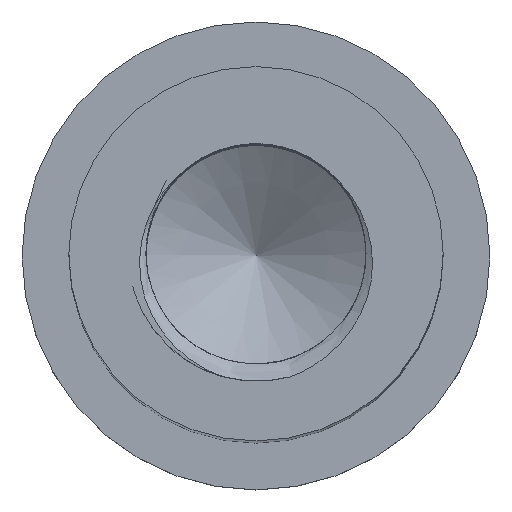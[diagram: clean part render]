
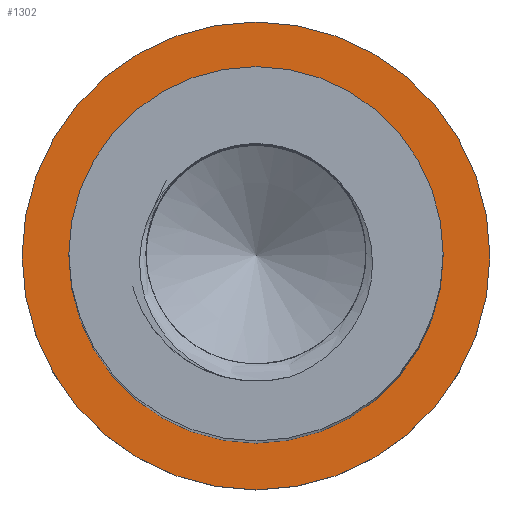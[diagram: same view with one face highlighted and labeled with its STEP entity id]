
A CAD part, top view. The second image highlights one B-rep face of the part: STEP entity #1302.
In plain terms, the highlighted planar face has unit normal (0, 0, 1).
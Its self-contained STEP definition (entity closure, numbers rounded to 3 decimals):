
#16=FACE_BOUND('',#166,.T.);
#22=PLANE('',#1395);
#93=FACE_OUTER_BOUND('',#165,.T.);
#165=EDGE_LOOP('',(#1166));
#166=EDGE_LOOP('',(#1167));
#175=CIRCLE('',#1390,3.);
#176=CIRCLE('',#1393,3.75);
#563=VERTEX_POINT('',#5783);
#564=VERTEX_POINT('',#5788);
#763=EDGE_CURVE('',#563,#563,#175,.T.);
#764=EDGE_CURVE('',#564,#564,#176,.T.);
#1166=ORIENTED_EDGE('',*,*,#764,.T.);
#1167=ORIENTED_EDGE('',*,*,#763,.T.);
#1302=ADVANCED_FACE('',(#93,#16),#22,.T.);
#1390=AXIS2_PLACEMENT_3D('',#5785,#1605,#1606);
#1393=AXIS2_PLACEMENT_3D('',#5789,#1611,#1612);
#1395=AXIS2_PLACEMENT_3D('',#5793,#1616,#1617);
#1605=DIRECTION('center_axis',(0.,0.,-1.));
#1606=DIRECTION('ref_axis',(-1.,0.,0.));
#1611=DIRECTION('center_axis',(0.,0.,1.));
#1612=DIRECTION('ref_axis',(1.,0.,0.));
#1616=DIRECTION('center_axis',(0.,0.,1.));
#1617=DIRECTION('ref_axis',(1.,0.,0.));
#5783=CARTESIAN_POINT('',(3.,0.,1.));
#5785=CARTESIAN_POINT('Origin',(0.,0.,1.));
#5788=CARTESIAN_POINT('',(-3.75,0.,1.));
#5789=CARTESIAN_POINT('Origin',(0.,0.,1.));
#5793=CARTESIAN_POINT('Origin',(0.,0.,1.));
